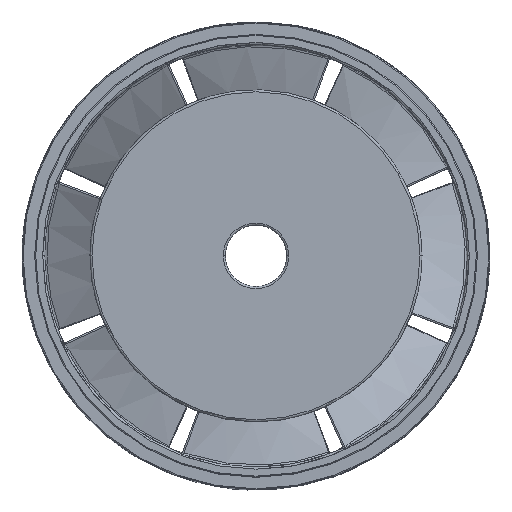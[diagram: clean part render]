
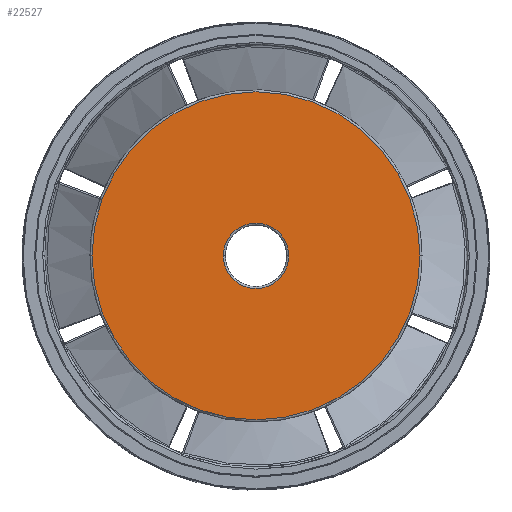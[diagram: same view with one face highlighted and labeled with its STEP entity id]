
A CAD part, top view. The second image highlights one B-rep face of the part: STEP entity #22527.
In plain terms, the highlighted planar face has unit normal (0, 0, 1).
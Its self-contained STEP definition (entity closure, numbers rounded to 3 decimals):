
#569 = AXIS2_PLACEMENT_3D ( 'NONE', #6640, #12690, #12321 ) ;
#1133 = FACE_OUTER_BOUND ( 'NONE', #14190, .T. ) ;
#1227 = DIRECTION ( 'NONE',  ( 0., 0., 1. ) ) ;
#1243 = EDGE_CURVE ( 'NONE', #2276, #2063, #34121, .T. ) ;
#2063 = VERTEX_POINT ( 'NONE', #34455 ) ;
#2276 = VERTEX_POINT ( 'NONE', #15883 ) ;
#3890 = ORIENTED_EDGE ( 'NONE', *, *, #7180, .T. ) ;
#6640 = CARTESIAN_POINT ( 'NONE',  ( 0., 0., 0. ) ) ;
#6995 = PLANE ( 'NONE',  #569 ) ;
#7180 = EDGE_CURVE ( 'NONE', #26194, #22266, #22690, .T. ) ;
#8474 = ORIENTED_EDGE ( 'NONE', *, *, #30300, .T. ) ;
#9841 = DIRECTION ( 'NONE',  ( 0., 0., 1. ) ) ;
#9937 = AXIS2_PLACEMENT_3D ( 'NONE', #27739, #10876, #13906 ) ;
#10876 = DIRECTION ( 'NONE',  ( 0., 0., -1. ) ) ;
#11307 = DIRECTION ( 'NONE',  ( 0., 0., -1. ) ) ;
#12321 = DIRECTION ( 'NONE',  ( 1., 0., 0. ) ) ;
#12690 = DIRECTION ( 'NONE',  ( 0., 0., 1. ) ) ;
#12957 = CARTESIAN_POINT ( 'NONE',  ( 16.3, 0., 0. ) ) ;
#13025 = EDGE_CURVE ( 'NONE', #2063, #2276, #24466, .T. ) ;
#13906 = DIRECTION ( 'NONE',  ( 1., 0., 0. ) ) ;
#14190 = EDGE_LOOP ( 'NONE', ( #8474, #3890 ) ) ;
#14808 = AXIS2_PLACEMENT_3D ( 'NONE', #23692, #9841, #21418 ) ;
#15650 = CARTESIAN_POINT ( 'NONE',  ( 0., 0., 0. ) ) ;
#15883 = CARTESIAN_POINT ( 'NONE',  ( -3.25, 0., 0. ) ) ;
#19652 = AXIS2_PLACEMENT_3D ( 'NONE', #37233, #11307, #26815 ) ;
#19889 = EDGE_LOOP ( 'NONE', ( #21809, #23788 ) ) ;
#21418 = DIRECTION ( 'NONE',  ( 1., 0., 0. ) ) ;
#21809 = ORIENTED_EDGE ( 'NONE', *, *, #13025, .T. ) ;
#22266 = VERTEX_POINT ( 'NONE', #12957 ) ;
#22527 = ADVANCED_FACE ( 'NONE', ( #1133, #24423 ), #6995, .T. ) ;
#22690 = CIRCLE ( 'NONE', #28125, 16.3 ) ;
#23692 = CARTESIAN_POINT ( 'NONE',  ( 0., 0., 0. ) ) ;
#23788 = ORIENTED_EDGE ( 'NONE', *, *, #1243, .T. ) ;
#23984 = DIRECTION ( 'NONE',  ( 1., 0., 0. ) ) ;
#24423 = FACE_BOUND ( 'NONE', #19889, .T. ) ;
#24437 = CIRCLE ( 'NONE', #14808, 16.3 ) ;
#24466 = CIRCLE ( 'NONE', #19652, 3.25 ) ;
#26194 = VERTEX_POINT ( 'NONE', #35201 ) ;
#26815 = DIRECTION ( 'NONE',  ( 1., 0., 0. ) ) ;
#27739 = CARTESIAN_POINT ( 'NONE',  ( 0., 0., 0. ) ) ;
#28125 = AXIS2_PLACEMENT_3D ( 'NONE', #15650, #1227, #23984 ) ;
#30300 = EDGE_CURVE ( 'NONE', #22266, #26194, #24437, .T. ) ;
#34121 = CIRCLE ( 'NONE', #9937, 3.25 ) ;
#34455 = CARTESIAN_POINT ( 'NONE',  ( 3.25, 0., 0. ) ) ;
#35201 = CARTESIAN_POINT ( 'NONE',  ( -16.3, 0., 0. ) ) ;
#37233 = CARTESIAN_POINT ( 'NONE',  ( 0., 0., 0. ) ) ;
